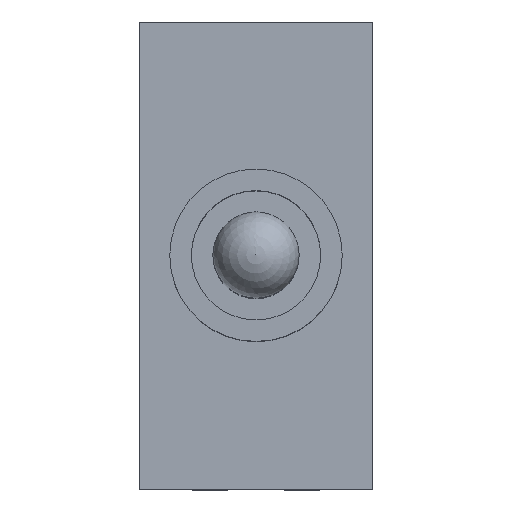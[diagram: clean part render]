
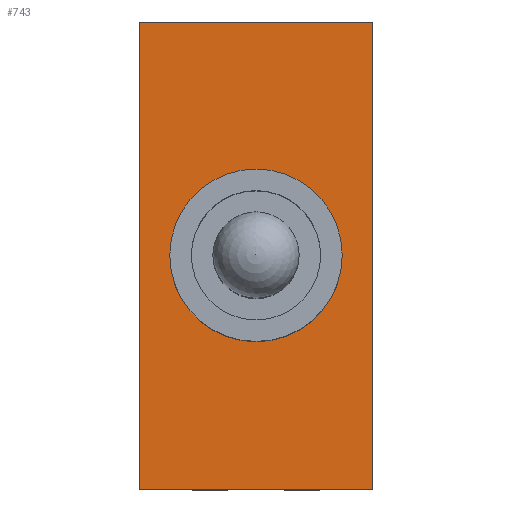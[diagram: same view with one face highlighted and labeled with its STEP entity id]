
A CAD part, top view. The second image highlights one B-rep face of the part: STEP entity #743.
In plain terms, the highlighted planar face has unit normal (0, 0, 1).
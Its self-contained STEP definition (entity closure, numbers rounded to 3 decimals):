
#314 = VERTEX_POINT('',#315);
#315 = CARTESIAN_POINT('',(-4.065,8.13,11.68));
#321 = EDGE_CURVE('',#322,#314,#324,.T.);
#322 = VERTEX_POINT('',#323);
#323 = CARTESIAN_POINT('',(-4.065,-8.13,11.68));
#324 = LINE('',#325,#326);
#325 = CARTESIAN_POINT('',(-4.065,-8.13,11.68));
#326 = VECTOR('',#327,1.);
#327 = DIRECTION('',(0.,1.,0.));
#370 = VERTEX_POINT('',#371);
#371 = CARTESIAN_POINT('',(4.065,8.13,11.68));
#377 = EDGE_CURVE('',#378,#370,#380,.T.);
#378 = VERTEX_POINT('',#379);
#379 = CARTESIAN_POINT('',(4.065,-8.13,11.68));
#380 = LINE('',#381,#382);
#381 = CARTESIAN_POINT('',(4.065,-8.13,11.68));
#382 = VECTOR('',#383,1.);
#383 = DIRECTION('',(0.,1.,0.));
#700 = EDGE_CURVE('',#314,#370,#701,.T.);
#701 = LINE('',#702,#703);
#702 = CARTESIAN_POINT('',(-4.065,8.13,11.68));
#703 = VECTOR('',#704,1.);
#704 = DIRECTION('',(1.,0.,0.));
#743 = ADVANCED_FACE('',(#744,#755),#766,.T.);
#744 = FACE_BOUND('',#745,.T.);
#745 = EDGE_LOOP('',(#746,#752,#753,#754));
#746 = ORIENTED_EDGE('',*,*,#747,.T.);
#747 = EDGE_CURVE('',#322,#378,#748,.T.);
#748 = LINE('',#749,#750);
#749 = CARTESIAN_POINT('',(-4.065,-8.13,11.68));
#750 = VECTOR('',#751,1.);
#751 = DIRECTION('',(1.,0.,0.));
#752 = ORIENTED_EDGE('',*,*,#377,.T.);
#753 = ORIENTED_EDGE('',*,*,#700,.F.);
#754 = ORIENTED_EDGE('',*,*,#321,.F.);
#755 = FACE_BOUND('',#756,.T.);
#756 = EDGE_LOOP('',(#757));
#757 = ORIENTED_EDGE('',*,*,#758,.F.);
#758 = EDGE_CURVE('',#759,#759,#761,.T.);
#759 = VERTEX_POINT('',#760);
#760 = CARTESIAN_POINT('',(0.,-3.,11.68));
#761 = CIRCLE('',#762,3.);
#762 = AXIS2_PLACEMENT_3D('',#763,#764,#765);
#763 = CARTESIAN_POINT('',(0.,0.,11.68));
#764 = DIRECTION('',(0.,0.,1.));
#765 = DIRECTION('',(0.,-1.,0.));
#766 = PLANE('',#767);
#767 = AXIS2_PLACEMENT_3D('',#768,#769,#770);
#768 = CARTESIAN_POINT('',(-4.065,-8.13,11.68));
#769 = DIRECTION('',(0.,0.,1.));
#770 = DIRECTION('',(0.,1.,0.));
